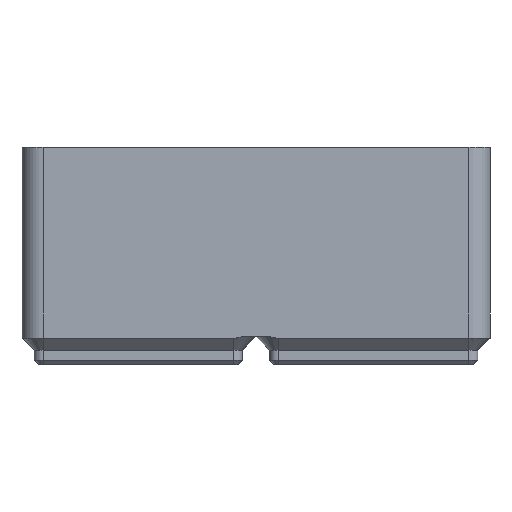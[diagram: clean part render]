
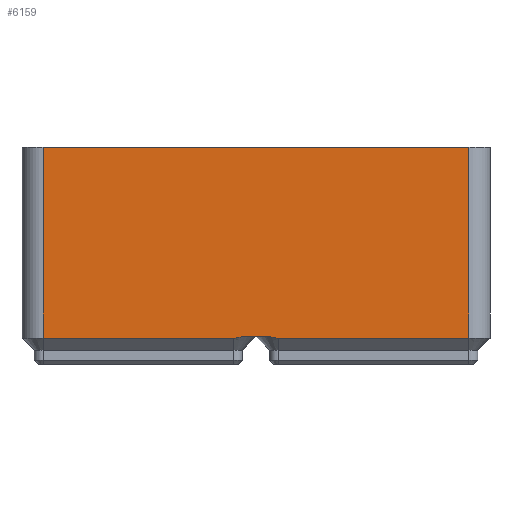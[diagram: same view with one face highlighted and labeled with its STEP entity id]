
A CAD part, left-side view. The second image highlights one B-rep face of the part: STEP entity #6159.
In plain terms, the highlighted planar face has unit normal (-1, 0, 0).
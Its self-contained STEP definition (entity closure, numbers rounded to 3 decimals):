
#5383 = EDGE_CURVE('',#5384,#5386,#5388,.T.);
#5384 = VERTEX_POINT('',#5385);
#5385 = CARTESIAN_POINT('',(-41.75,-38.,38.8));
#5386 = VERTEX_POINT('',#5387);
#5387 = CARTESIAN_POINT('',(-41.75,38.,38.8));
#5388 = LINE('',#5389,#5390);
#5389 = CARTESIAN_POINT('',(-41.75,0.,38.8));
#5390 = VECTOR('',#5391,1.);
#5391 = DIRECTION('',(0.,1.,0.));
#6159 = ADVANCED_FACE('',(#6160),#6219,.F.);
#6160 = FACE_BOUND('',#6161,.F.);
#6161 = EDGE_LOOP('',(#6162,#6163,#6171,#6179,#6188,#6196,#6205,#6213));
#6162 = ORIENTED_EDGE('',*,*,#5383,.F.);
#6163 = ORIENTED_EDGE('',*,*,#6164,.F.);
#6164 = EDGE_CURVE('',#6165,#5384,#6167,.T.);
#6165 = VERTEX_POINT('',#6166);
#6166 = CARTESIAN_POINT('',(-41.75,-38.,4.75));
#6167 = LINE('',#6168,#6169);
#6168 = CARTESIAN_POINT('',(-41.75,-38.,4.75));
#6169 = VECTOR('',#6170,1.);
#6170 = DIRECTION('',(0.,0.,1.));
#6171 = ORIENTED_EDGE('',*,*,#6172,.T.);
#6172 = EDGE_CURVE('',#6165,#6173,#6175,.T.);
#6173 = VERTEX_POINT('',#6174);
#6174 = CARTESIAN_POINT('',(-41.75,-4.,4.75));
#6175 = LINE('',#6176,#6177);
#6176 = CARTESIAN_POINT('',(-41.75,-29.5,4.75));
#6177 = VECTOR('',#6178,1.);
#6178 = DIRECTION('',(0.,1.,0.));
#6179 = ORIENTED_EDGE('',*,*,#6180,.F.);
#6180 = EDGE_CURVE('',#6181,#6173,#6183,.T.);
#6181 = VERTEX_POINT('',#6182);
#6182 = CARTESIAN_POINT('',(-41.75,-2.608,5.));
#6183 = HYPERBOLA('',#6184,3.75,3.75);
#6184 = AXIS2_PLACEMENT_3D('',#6185,#6186,#6187);
#6185 = CARTESIAN_POINT('',(-41.75,-4.,1.));
#6186 = DIRECTION('',(1.,0.,0.));
#6187 = DIRECTION('',(0.,0.,1.));
#6188 = ORIENTED_EDGE('',*,*,#6189,.T.);
#6189 = EDGE_CURVE('',#6181,#6190,#6192,.T.);
#6190 = VERTEX_POINT('',#6191);
#6191 = CARTESIAN_POINT('',(-41.75,2.608,5.));
#6192 = LINE('',#6193,#6194);
#6193 = CARTESIAN_POINT('',(-41.75,0.,5.));
#6194 = VECTOR('',#6195,1.);
#6195 = DIRECTION('',(0.,1.,0.));
#6196 = ORIENTED_EDGE('',*,*,#6197,.F.);
#6197 = EDGE_CURVE('',#6198,#6190,#6200,.T.);
#6198 = VERTEX_POINT('',#6199);
#6199 = CARTESIAN_POINT('',(-41.75,4.,4.75));
#6200 = HYPERBOLA('',#6201,3.75,3.75);
#6201 = AXIS2_PLACEMENT_3D('',#6202,#6203,#6204);
#6202 = CARTESIAN_POINT('',(-41.75,4.,1.));
#6203 = DIRECTION('',(1.,0.,0.));
#6204 = DIRECTION('',(0.,0.,1.));
#6205 = ORIENTED_EDGE('',*,*,#6206,.T.);
#6206 = EDGE_CURVE('',#6198,#6207,#6209,.T.);
#6207 = VERTEX_POINT('',#6208);
#6208 = CARTESIAN_POINT('',(-41.75,38.,4.75));
#6209 = LINE('',#6210,#6211);
#6210 = CARTESIAN_POINT('',(-41.75,-8.5,4.75));
#6211 = VECTOR('',#6212,1.);
#6212 = DIRECTION('',(0.,1.,0.));
#6213 = ORIENTED_EDGE('',*,*,#6214,.F.);
#6214 = EDGE_CURVE('',#5386,#6207,#6215,.T.);
#6215 = LINE('',#6216,#6217);
#6216 = CARTESIAN_POINT('',(-41.75,38.,38.8));
#6217 = VECTOR('',#6218,1.);
#6218 = DIRECTION('',(0.,0.,-1.));
#6219 = PLANE('',#6220);
#6220 = AXIS2_PLACEMENT_3D('',#6221,#6222,#6223);
#6221 = CARTESIAN_POINT('',(-41.75,0.6,7.));
#6222 = DIRECTION('',(1.,0.,0.));
#6223 = DIRECTION('',(0.,-1.,0.));
